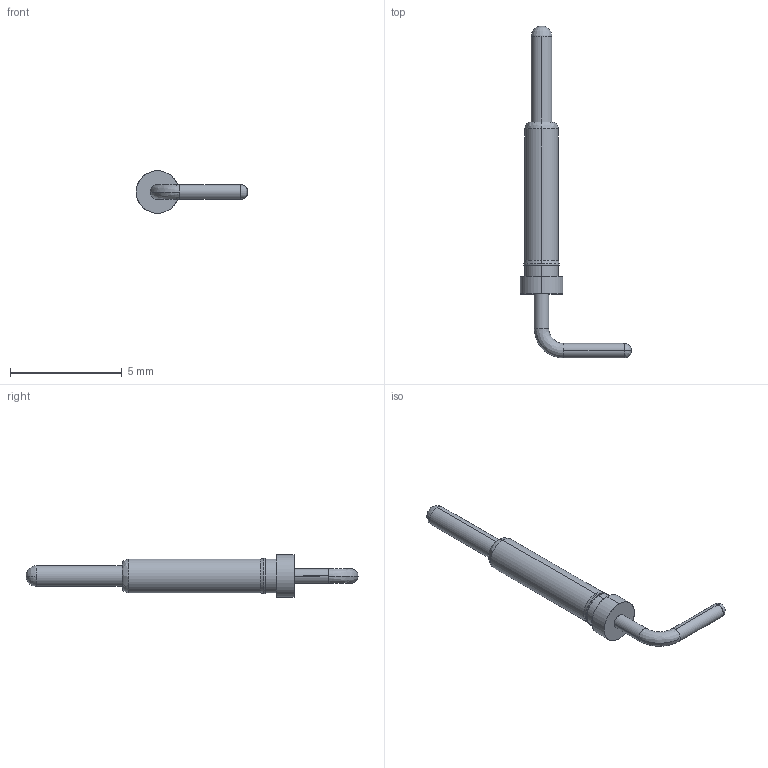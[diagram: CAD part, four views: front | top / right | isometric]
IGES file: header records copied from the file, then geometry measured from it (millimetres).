
Start section: SolidWorks IGES file using analytic representation for surfaces
Global section: file name: CP-2LB-12.IGS; native system: SolidWorks 2015; preprocessor: SolidWorks 2015; author: mrumschlag; date: 160414.155410; units: inch
Bounding box: 4.99 x 14.86 x 1.91 mm (x, y, z)
Surface area: 68.1 mm2 (no closed solid volume)
Topology: 0 solids, 0 shells, 28 faces, 264 edges, 258 vertices
Faces by surface type: revolution 20, bspline 8
